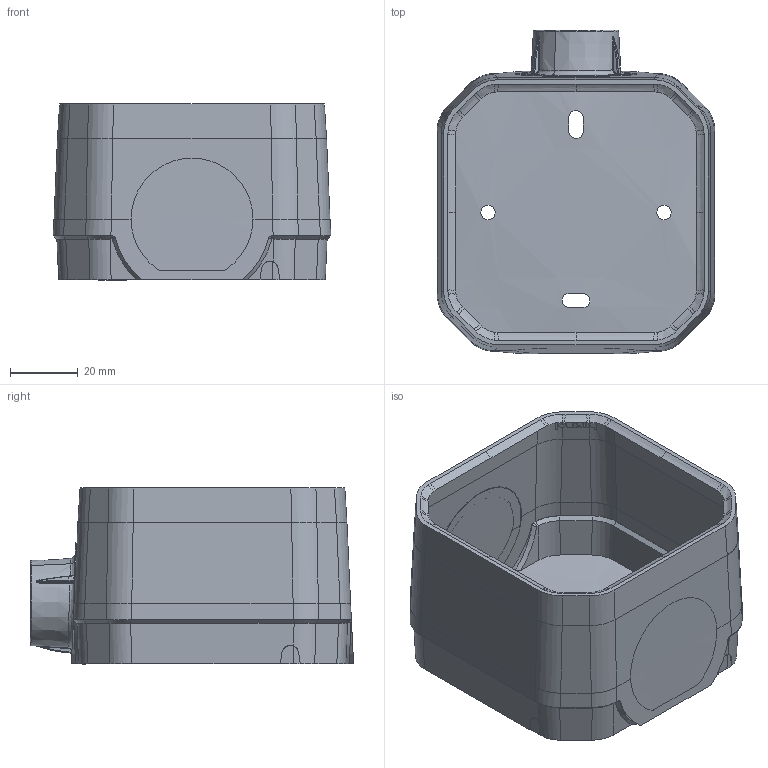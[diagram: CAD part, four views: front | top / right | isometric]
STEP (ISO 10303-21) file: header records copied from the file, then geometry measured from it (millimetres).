
FILE_DESCRIPTION(('CATIA V5 STEP Exchange','CAx-IF Rec.Pracs.--- Model Styling and Organization---1.5--- 2016-08-15','CAx-IF Rec.Pracs.---Supplemental Geometry---1.0---2011-11-01','CAx-IF Rec.Pracs.--- Composite Materials ---1.1---2010-07-15'),'2;1');
FILE_NAME('069652L _AllCATPart.stp','2022-03-29T11:13:23+00:00',('none'),('none'),'CATIA Version 5-6 Release 2020 SP3','CATIA V5 STEP AP214 v2','none');
FILE_SCHEMA(('AUTOMOTIVE_DESIGN { 1 0 10303 214 1 1 1 1 }'));
Length unit declared in the file: millimetre
Products named in the file (1): 069652L _AllCATPart
Bounding box: 82.09 x 95.52 x 52.01 mm (x, y, z)
Surface area: 24056.8 mm2 (no closed solid volume)
Topology: 0 solids, 2 shells, 229 faces, 689 edges, 455 vertices
Faces by surface type: bspline 109, plane 67, cylinder 43, cone 5, revolution 3, torus 2
Entity records: 14830 total; most frequent: CARTESIAN_POINT 10073, ORIENTED_EDGE 1277, EDGE_CURVE 689, B_SPLINE_CURVE_WITH_KNOTS 513, VERTEX_POINT 455, DIRECTION 394, EDGE_LOOP 242, ADVANCED_FACE 229
